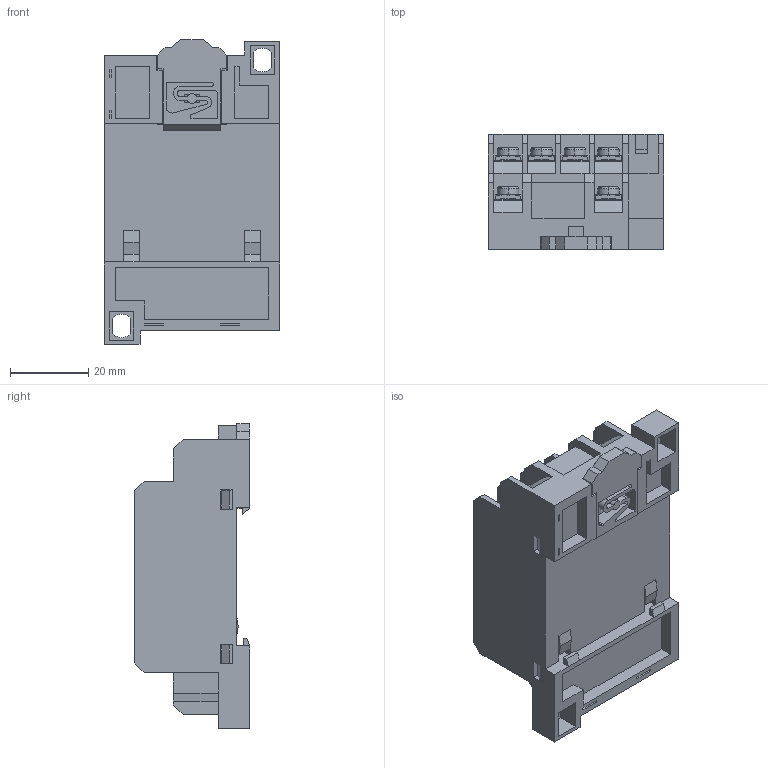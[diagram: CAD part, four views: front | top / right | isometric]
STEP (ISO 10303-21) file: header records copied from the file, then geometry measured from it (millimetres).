
FILE_DESCRIPTION (( 'STEP AP214' ), '1' );
FILE_NAME ('PYF-045BE.STEP', '2021-02-09T06:32:43', ( 'managet2' ), ( '' ), 'SwSTEP 2.0', 'SolidWorks 2016', '' );
FILE_SCHEMA (( 'AUTOMOTIVE_DESIGN' ));
Length unit declared in the file: millimetre
Products named in the file (33): 鎔艜_045-1; ﾘ琺矜_65x65xﾄ4-1; PYF-045BE-1; PYF-045BE
Assembly tree (29 placements, depth 2):
  鎔艜_045-1
  ﾘ琺矜_65x65xﾄ4-1
  鎔艜_045-1
  PYF-045BE-1
  鎔艜_045-1
Bounding box: 45 x 29.5 x 78 mm (x, y, z)
Surface area: 23909.5 mm2 (no closed solid volume)
Topology: 0 solids, 58 shells, 2169 faces, 5610 edges, 3556 vertices
Faces by surface type: plane 1660, cylinder 271, bspline 126, cone 112
Entity records: 27985 total; most frequent: CARTESIAN_POINT 5229, ORIENTED_EDGE 4460, DIRECTION 4176, EDGE_CURVE 2230, LINE 1984, VECTOR 1984, VERTEX_POINT 1437, AXIS2_PLACEMENT_3D 1096
